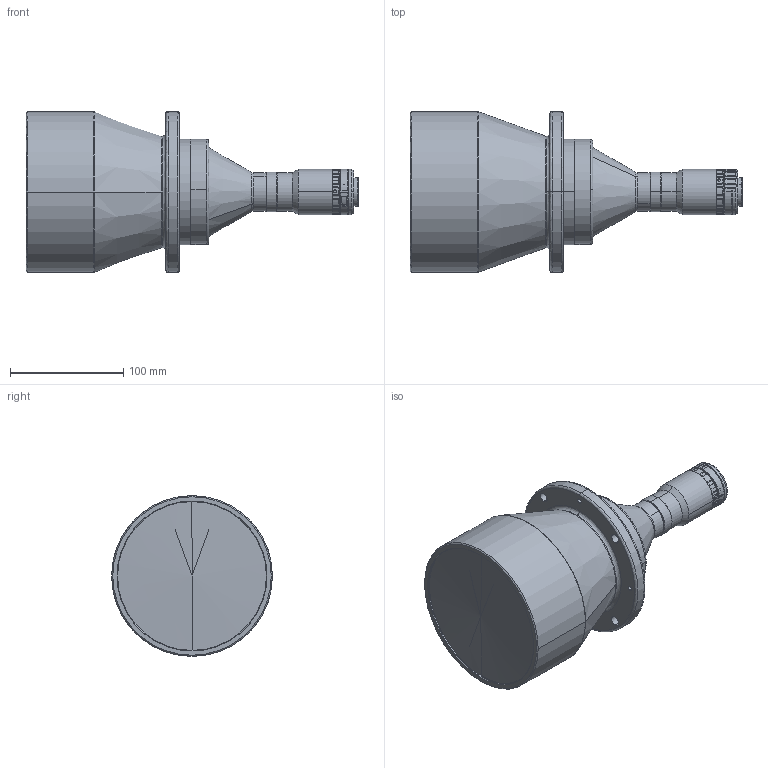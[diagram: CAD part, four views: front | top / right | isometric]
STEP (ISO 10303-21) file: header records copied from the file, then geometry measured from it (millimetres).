
FILE_DESCRIPTION (( 'STEP AP203' ), '1' );
FILE_NAME ('DTCM111-100H-AL.STEP', '2020-11-12T13:03:50', ( '' ), ( '' ), 'SwSTEP 2.0', 'SolidWorks 2017', '' );
FILE_SCHEMA (( 'CONFIG_CONTROL_DESIGN' ));
Length unit declared in the file: millimetre
Products named in the file (1): DTCM111-100H-AL
Bounding box: 293.34 x 142 x 142 mm (x, y, z)
Volume: 2215870.3 mm3; surface area: 120847.1 mm2
Topology: 1 solids, 2 shells, 247 faces, 652 edges, 421 vertices
Faces by surface type: cylinder 134, cone 77, plane 22, bspline 14
Entity records: 9097 total; most frequent: CARTESIAN_POINT 3057, ORIENTED_EDGE 1300, DIRECTION 1220, EDGE_CURVE 650, AXIS2_PLACEMENT_3D 518, VERTEX_POINT 421, CIRCLE 284, EDGE_LOOP 277
